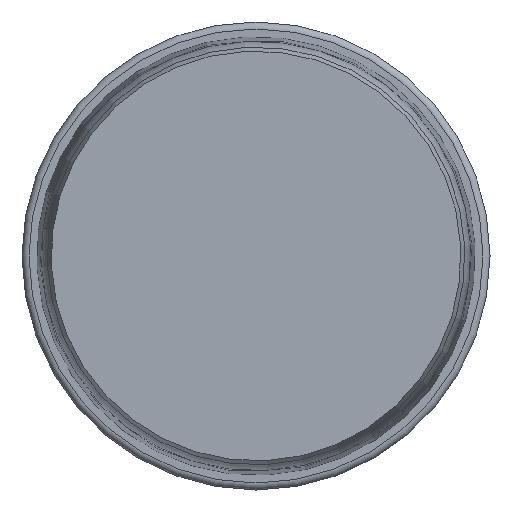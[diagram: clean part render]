
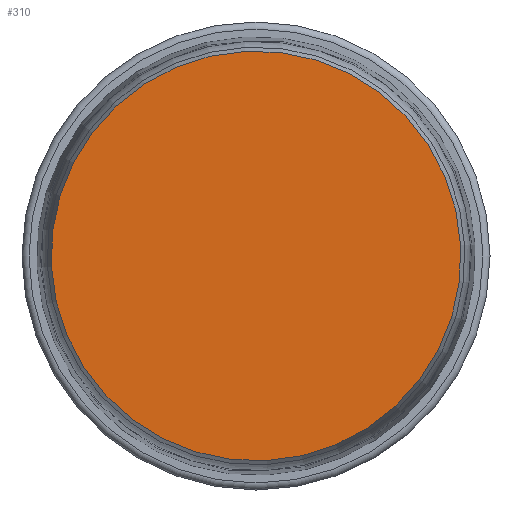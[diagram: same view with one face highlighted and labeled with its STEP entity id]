
A CAD part, left-side view. The second image highlights one B-rep face of the part: STEP entity #310.
In plain terms, the highlighted planar face has unit normal (-1, 0, 0).
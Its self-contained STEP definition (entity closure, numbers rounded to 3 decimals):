
#24=PLANE('',#377);
#67=FACE_OUTER_BOUND('',#97,.T.);
#97=EDGE_LOOP('',(#227));
#146=CIRCLE('',#376,21.872);
#172=VERTEX_POINT('',#547);
#198=EDGE_CURVE('',#172,#172,#146,.T.);
#227=ORIENTED_EDGE('',*,*,#198,.T.);
#310=ADVANCED_FACE('',(#67),#24,.T.);
#376=AXIS2_PLACEMENT_3D('',#548,#440,#441);
#377=AXIS2_PLACEMENT_3D('',#549,#442,#443);
#440=DIRECTION('center_axis',(-1.,0.,0.));
#441=DIRECTION('ref_axis',(0.,-0.455,0.89));
#442=DIRECTION('center_axis',(-1.,0.,0.));
#443=DIRECTION('ref_axis',(0.,-0.89,-0.455));
#547=CARTESIAN_POINT('',(-29.1,-9.954,19.476));
#548=CARTESIAN_POINT('Origin',(-29.1,0.,0.));
#549=CARTESIAN_POINT('Origin',(-29.1,-4.977,9.738));
